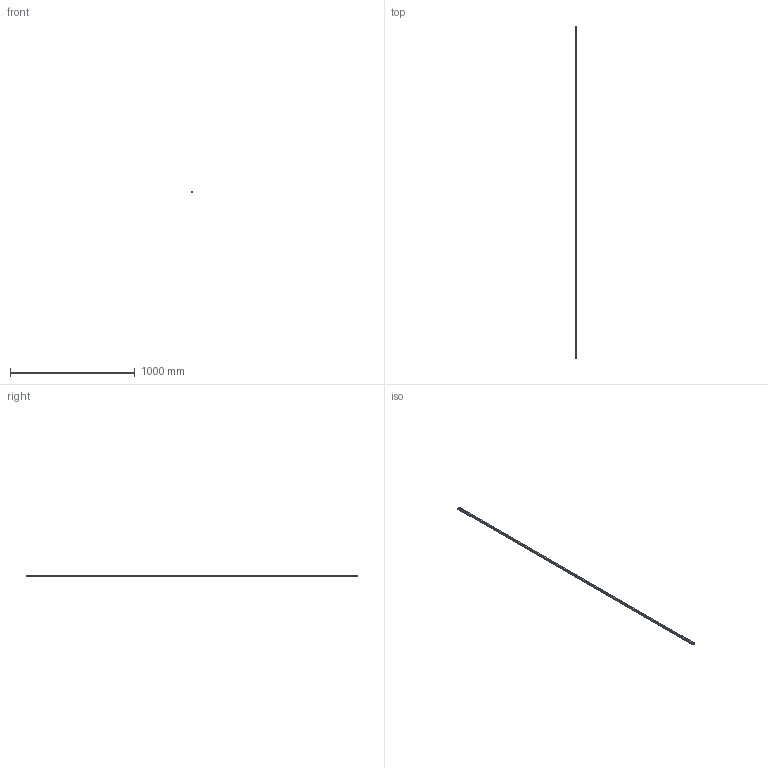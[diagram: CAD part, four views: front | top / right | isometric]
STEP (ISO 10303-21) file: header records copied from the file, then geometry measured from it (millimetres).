
FILE_DESCRIPTION(('STEP AP214'),'1');
FILE_NAME('cctmp_779A05A2-57E8-4478-89B3-2E820E6DE115_2021_01_19_10_30_39_0952..stp','2021-01-19T09:30:40',('HIWIN GmbH'),('CADClick - www.CADClick.com'),'Spatial InterOp 3D',' ','unknown authorization');
FILE_SCHEMA(('AUTOMOTIVE_DESIGN'));
Length unit declared in the file: millimetre
Products named in the file (1): HGR15T2660C_FILE
Bounding box: 15 x 2660 x 15 mm (x, y, z)
Volume: 499230 mm3; surface area: 168846 mm2
Topology: 1 solids, 1 shells, 295 faces, 777 edges, 443 vertices
Faces by surface type: cylinder 116, cone 90, plane 89
Entity records: 10777 total; most frequent: DIRECTION 1511, CARTESIAN_POINT 1426, ORIENTED_EDGE 1374, EDGE_CURVE 687, AXIS2_PLACEMENT_3D 528, LINE 455, VECTOR 455, VERTEX_POINT 443
